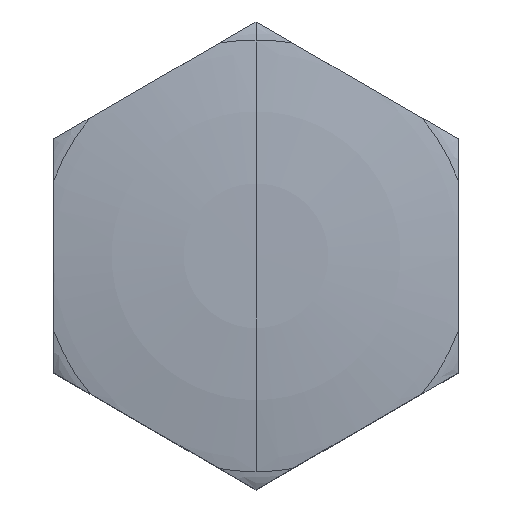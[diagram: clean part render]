
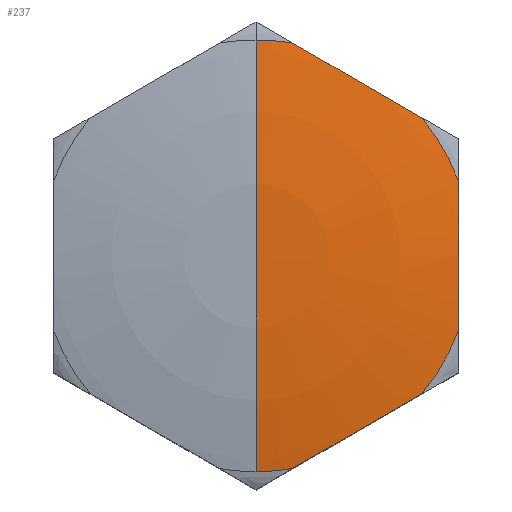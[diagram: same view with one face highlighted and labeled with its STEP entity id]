
A CAD part, top view. The second image highlights one B-rep face of the part: STEP entity #237.
In plain terms, the highlighted toroidal (fillet/blend) face has major radius 1.427 mm and minor radius 42.5 mm.
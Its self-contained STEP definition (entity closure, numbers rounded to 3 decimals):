
#4 = EDGE_CURVE ( 'NONE', #413, #406, #267, .T. ) ;
#7 = CIRCLE ( 'NONE', #61, 9.059 ) ;
#12 = CARTESIAN_POINT ( 'NONE',  ( 8.5, 1.048, 9.431 ) ) ;
#16 = VERTEX_POINT ( 'NONE', #1064 ) ;
#43 = CIRCLE ( 'NONE', #694, 9.059 ) ;
#61 = AXIS2_PLACEMENT_3D ( 'NONE', #414, #1075, #309 ) ;
#95 = CARTESIAN_POINT ( 'NONE',  ( 8.5, -2.093, 9.399 ) ) ;
#96 = CARTESIAN_POINT ( 'NONE',  ( 0., 0., 9.333 ) ) ;
#113 = EDGE_CURVE ( 'NONE', #682, #821, #1002, .T. ) ;
#129 = AXIS2_PLACEMENT_3D ( 'NONE', #330, #264, #999 ) ;
#146 = CIRCLE ( 'NONE', #447, 9.059 ) ;
#156 = FACE_OUTER_BOUND ( 'NONE', #1021, .T. ) ;
#181 = CARTESIAN_POINT ( 'NONE',  ( 0., 0., 9.333 ) ) ;
#188 = CARTESIAN_POINT ( 'NONE',  ( 0., 0., -32.476 ) ) ;
#189 = CARTESIAN_POINT ( 'NONE',  ( 8.5, -3.133, 9.333 ) ) ;
#198 = CARTESIAN_POINT ( 'NONE',  ( 0., 1.427, -32.476 ) ) ;
#237 = ADVANCED_FACE ( 'NONE', ( #156 ), #361, .T. ) ;
#245 = CIRCLE ( 'NONE', #479, 42.5 ) ;
#247 = VERTEX_POINT ( 'NONE', #504 ) ;
#264 = DIRECTION ( 'NONE',  ( 1., 0., 0. ) ) ;
#266 = EDGE_CURVE ( 'NONE', #888, #1016, #146, .T. ) ;
#267 = B_SPLINE_CURVE_WITH_KNOTS ( 'NONE', 3,
 ( #444, #276, #806, #621 ),
 .UNSPECIFIED., .F., .F.,
 ( 4, 4 ),
 ( 0., 0.006 ),
 .UNSPECIFIED. ) ;
#276 = CARTESIAN_POINT ( 'NONE',  ( 5.155, 6.839, 9.465 ) ) ;
#285 = CARTESIAN_POINT ( 'NONE',  ( 8.5, -3.133, 9.333 ) ) ;
#307 = EDGE_CURVE ( 'NONE', #16, #247, #245, .T. ) ;
#309 = DIRECTION ( 'NONE',  ( 0., 1., 0. ) ) ;
#325 = CARTESIAN_POINT ( 'NONE',  ( 6.964, 5.795, 9.333 ) ) ;
#330 = CARTESIAN_POINT ( 'NONE',  ( 0., -1.427, -32.476 ) ) ;
#332 = EDGE_CURVE ( 'NONE', #888, #431, #488, .T. ) ;
#361 = TOROIDAL_SURFACE ( 'NONE', #562, 1.427, 42.5 ) ;
#380 = ORIENTED_EDGE ( 'NONE', *, *, #798, .F. ) ;
#381 = ORIENTED_EDGE ( 'NONE', *, *, #113, .F. ) ;
#404 = CARTESIAN_POINT ( 'NONE',  ( 1.536, 8.928, 9.333 ) ) ;
#406 = VERTEX_POINT ( 'NONE', #404 ) ;
#410 = CARTESIAN_POINT ( 'NONE',  ( 8.5, 3.133, 9.333 ) ) ;
#413 = VERTEX_POINT ( 'NONE', #325 ) ;
#414 = CARTESIAN_POINT ( 'NONE',  ( 0., 0., 9.333 ) ) ;
#421 = EDGE_CURVE ( 'NONE', #682, #1016, #720, .T. ) ;
#426 = ORIENTED_EDGE ( 'NONE', *, *, #4, .T. ) ;
#431 = VERTEX_POINT ( 'NONE', #410 ) ;
#432 = DIRECTION ( 'NONE',  ( 0., 0., -1. ) ) ;
#439 = EDGE_CURVE ( 'NONE', #413, #431, #7, .T. ) ;
#444 = CARTESIAN_POINT ( 'NONE',  ( 6.964, 5.795, 9.333 ) ) ;
#447 = AXIS2_PLACEMENT_3D ( 'NONE', #181, #432, #852 ) ;
#479 = AXIS2_PLACEMENT_3D ( 'NONE', #198, #550, #726 ) ;
#485 = CARTESIAN_POINT ( 'NONE',  ( 5.155, -6.839, 9.465 ) ) ;
#488 = B_SPLINE_CURVE_WITH_KNOTS ( 'NONE', 3,
 ( #285, #95, #1052, #12, #539, #787 ),
 .UNSPECIFIED., .F., .F.,
 ( 4, 2, 4 ),
 ( 0.266, 0.269, 0.272 ),
 .UNSPECIFIED. ) ;
#490 = CARTESIAN_POINT ( 'NONE',  ( 6.964, -5.795, 9.333 ) ) ;
#504 = CARTESIAN_POINT ( 'NONE',  ( 0., 9.059, 9.333 ) ) ;
#516 = DIRECTION ( 'NONE',  ( 0., 1., 0. ) ) ;
#527 = ORIENTED_EDGE ( 'NONE', *, *, #995, .T. ) ;
#539 = CARTESIAN_POINT ( 'NONE',  ( 8.5, 2.092, 9.399 ) ) ;
#540 = DIRECTION ( 'NONE',  ( 0., 0., -1. ) ) ;
#550 = DIRECTION ( 'NONE',  ( -1., 0., 0. ) ) ;
#555 = CARTESIAN_POINT ( 'NONE',  ( 3.345, -7.883, 9.465 ) ) ;
#556 = DIRECTION ( 'NONE',  ( 0., 1., 0. ) ) ;
#562 = AXIS2_PLACEMENT_3D ( 'NONE', #188, #762, #516 ) ;
#581 = CARTESIAN_POINT ( 'NONE',  ( 6.964, -5.795, 9.333 ) ) ;
#621 = CARTESIAN_POINT ( 'NONE',  ( 1.536, 8.928, 9.333 ) ) ;
#628 = ORIENTED_EDGE ( 'NONE', *, *, #307, .F. ) ;
#650 = CARTESIAN_POINT ( 'NONE',  ( 1.536, -8.928, 9.333 ) ) ;
#654 = AXIS2_PLACEMENT_3D ( 'NONE', #919, #898, #556 ) ;
#682 = VERTEX_POINT ( 'NONE', #957 ) ;
#694 = AXIS2_PLACEMENT_3D ( 'NONE', #96, #540, #1116 ) ;
#705 = CARTESIAN_POINT ( 'NONE',  ( 0., -9.059, 9.333 ) ) ;
#720 = B_SPLINE_CURVE_WITH_KNOTS ( 'NONE', 3,
 ( #650, #555, #485, #490 ),
 .UNSPECIFIED., .F., .F.,
 ( 4, 4 ),
 ( 0., 0.006 ),
 .UNSPECIFIED. ) ;
#726 = DIRECTION ( 'NONE',  ( 0., 0., 1. ) ) ;
#740 = ORIENTED_EDGE ( 'NONE', *, *, #421, .T. ) ;
#749 = CIRCLE ( 'NONE', #129, 42.5 ) ;
#762 = DIRECTION ( 'NONE',  ( 0., 0., -1. ) ) ;
#787 = CARTESIAN_POINT ( 'NONE',  ( 8.5, 3.133, 9.333 ) ) ;
#798 = EDGE_CURVE ( 'NONE', #247, #406, #43, .T. ) ;
#802 = ORIENTED_EDGE ( 'NONE', *, *, #266, .F. ) ;
#806 = CARTESIAN_POINT ( 'NONE',  ( 3.345, 7.883, 9.465 ) ) ;
#821 = VERTEX_POINT ( 'NONE', #705 ) ;
#852 = DIRECTION ( 'NONE',  ( 0., 1., 0. ) ) ;
#888 = VERTEX_POINT ( 'NONE', #189 ) ;
#898 = DIRECTION ( 'NONE',  ( 0., 0., -1. ) ) ;
#919 = CARTESIAN_POINT ( 'NONE',  ( 0., 0., 9.333 ) ) ;
#957 = CARTESIAN_POINT ( 'NONE',  ( 1.536, -8.928, 9.333 ) ) ;
#990 = ORIENTED_EDGE ( 'NONE', *, *, #439, .F. ) ;
#995 = EDGE_CURVE ( 'NONE', #16, #821, #749, .T. ) ;
#999 = DIRECTION ( 'NONE',  ( 0., 1., 0. ) ) ;
#1002 = CIRCLE ( 'NONE', #654, 9.059 ) ;
#1016 = VERTEX_POINT ( 'NONE', #581 ) ;
#1021 = EDGE_LOOP ( 'NONE', ( #628, #527, #381, #740, #802, #1041, #990, #426, #380 ) ) ;
#1041 = ORIENTED_EDGE ( 'NONE', *, *, #332, .T. ) ;
#1052 = CARTESIAN_POINT ( 'NONE',  ( 8.5, -1.046, 9.431 ) ) ;
#1064 = CARTESIAN_POINT ( 'NONE',  ( 0., 0., 10. ) ) ;
#1075 = DIRECTION ( 'NONE',  ( 0., 0., -1. ) ) ;
#1116 = DIRECTION ( 'NONE',  ( 0., 1., 0. ) ) ;
